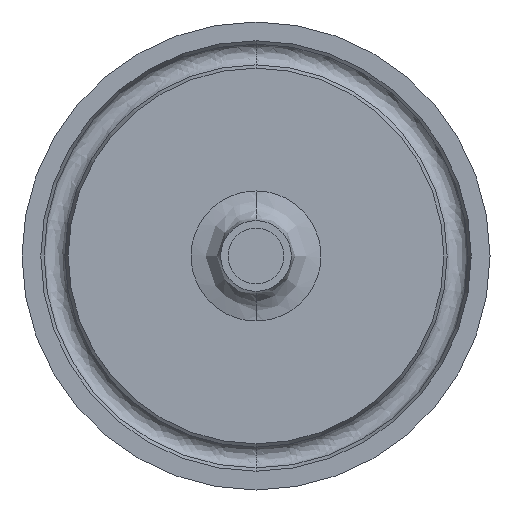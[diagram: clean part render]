
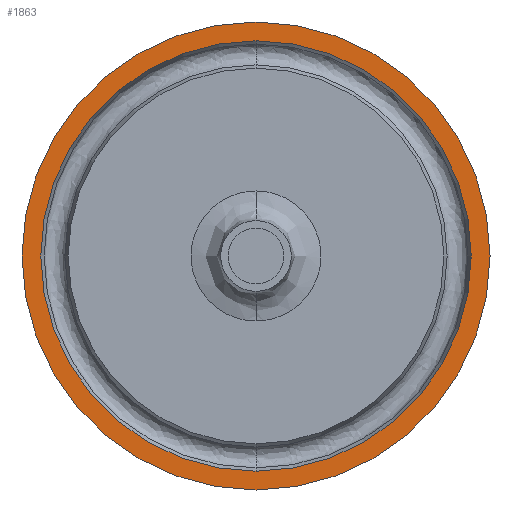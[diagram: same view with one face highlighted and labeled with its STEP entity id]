
A CAD part, front view. The second image highlights one B-rep face of the part: STEP entity #1863.
In plain terms, the highlighted planar face has unit normal (0, -1, 0).
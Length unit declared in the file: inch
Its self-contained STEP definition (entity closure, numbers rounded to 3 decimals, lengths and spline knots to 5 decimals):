
#118 = ORIENTED_EDGE ( 'NONE', *, *, #2182, .T. ) ;
#313 = CIRCLE ( 'NONE', #658, 0.91235 ) ;
#387 = DIRECTION ( 'NONE',  ( 0., 0., -1. ) ) ;
#507 = CARTESIAN_POINT ( 'NONE',  ( 0., -0.66929, 0. ) ) ;
#519 = ORIENTED_EDGE ( 'NONE', *, *, #773, .F. ) ;
#591 = CARTESIAN_POINT ( 'NONE',  ( 0., -0.66929, -0.99213 ) ) ;
#605 = EDGE_CURVE ( 'NONE', #1944, #1842, #313, .T. ) ;
#641 = DIRECTION ( 'NONE',  ( 0., 1., 0. ) ) ;
#652 = DIRECTION ( 'NONE',  ( 0., 0., -1. ) ) ;
#658 = AXIS2_PLACEMENT_3D ( 'NONE', #2405, #1753, #1972 ) ;
#723 = DIRECTION ( 'NONE',  ( 0., 1., 0. ) ) ;
#732 = FACE_OUTER_BOUND ( 'NONE', #1910, .T. ) ;
#771 = AXIS2_PLACEMENT_3D ( 'NONE', #2267, #1204, #387 ) ;
#773 = EDGE_CURVE ( 'NONE', #1640, #1106, #992, .T. ) ;
#800 = CARTESIAN_POINT ( 'NONE',  ( 0., -0.66929, 0. ) ) ;
#864 = CIRCLE ( 'NONE', #1012, 0.91235 ) ;
#955 = CIRCLE ( 'NONE', #2524, 0.99213 ) ;
#967 = CARTESIAN_POINT ( 'NONE',  ( 0., -0.66929, 0.91235 ) ) ;
#992 = CIRCLE ( 'NONE', #1531, 0.99213 ) ;
#1012 = AXIS2_PLACEMENT_3D ( 'NONE', #507, #723, #1546 ) ;
#1066 = ORIENTED_EDGE ( 'NONE', *, *, #605, .T. ) ;
#1106 = VERTEX_POINT ( 'NONE', #1478 ) ;
#1171 = EDGE_LOOP ( 'NONE', ( #1066, #118 ) ) ;
#1202 = DIRECTION ( 'NONE',  ( 0., 1., 0. ) ) ;
#1204 = DIRECTION ( 'NONE',  ( 0., -1., 0. ) ) ;
#1344 = FACE_BOUND ( 'NONE', #1171, .T. ) ;
#1405 = DIRECTION ( 'NONE',  ( 0., 0., -1. ) ) ;
#1449 = CARTESIAN_POINT ( 'NONE',  ( 0., -0.66929, 0. ) ) ;
#1478 = CARTESIAN_POINT ( 'NONE',  ( 0., -0.66929, 0.99213 ) ) ;
#1531 = AXIS2_PLACEMENT_3D ( 'NONE', #800, #1202, #1405 ) ;
#1546 = DIRECTION ( 'NONE',  ( 0., 0., -1. ) ) ;
#1640 = VERTEX_POINT ( 'NONE', #591 ) ;
#1668 = CARTESIAN_POINT ( 'NONE',  ( 0., -0.66929, -0.91235 ) ) ;
#1716 = ORIENTED_EDGE ( 'NONE', *, *, #2511, .F. ) ;
#1753 = DIRECTION ( 'NONE',  ( 0., 1., 0. ) ) ;
#1842 = VERTEX_POINT ( 'NONE', #967 ) ;
#1863 = ADVANCED_FACE ( 'NONE', ( #1344, #732 ), #2668, .T. ) ;
#1910 = EDGE_LOOP ( 'NONE', ( #519, #1716 ) ) ;
#1944 = VERTEX_POINT ( 'NONE', #1668 ) ;
#1972 = DIRECTION ( 'NONE',  ( 0., 0., -1. ) ) ;
#2182 = EDGE_CURVE ( 'NONE', #1842, #1944, #864, .T. ) ;
#2267 = CARTESIAN_POINT ( 'NONE',  ( 0., -0.66929, 0.49606 ) ) ;
#2405 = CARTESIAN_POINT ( 'NONE',  ( 0., -0.66929, 0. ) ) ;
#2511 = EDGE_CURVE ( 'NONE', #1106, #1640, #955, .T. ) ;
#2524 = AXIS2_PLACEMENT_3D ( 'NONE', #1449, #641, #652 ) ;
#2668 = PLANE ( 'NONE',  #771 ) ;
